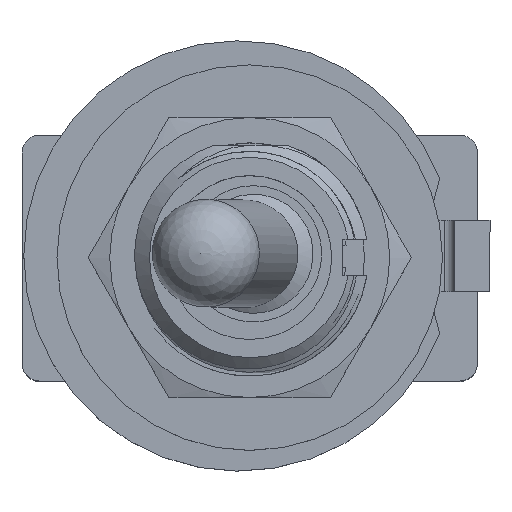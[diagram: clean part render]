
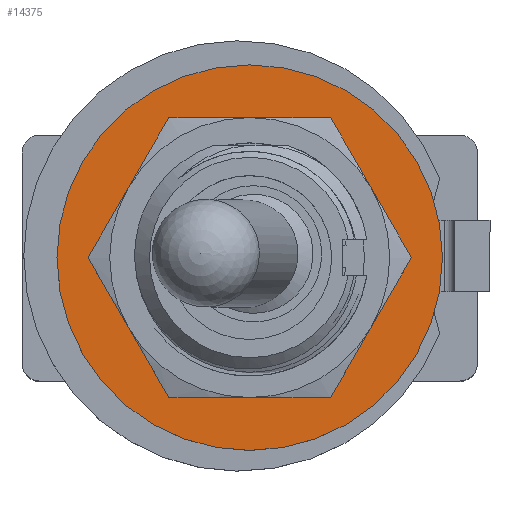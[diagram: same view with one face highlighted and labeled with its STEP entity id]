
A CAD part, top view. The second image highlights one B-rep face of the part: STEP entity #14375.
In plain terms, the highlighted planar face has unit normal (0, 0, 1).
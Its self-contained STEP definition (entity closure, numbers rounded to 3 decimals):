
#1385=FACE_BOUND('',#2730,.T.);
#1525=PLANE('',#15360);
#1902=FACE_OUTER_BOUND('',#2729,.T.);
#2729=EDGE_LOOP('',(#10211,#10212));
#2730=EDGE_LOOP('',(#10213));
#5960=CIRCLE('',#15361,5.375);
#5961=CIRCLE('',#15362,5.375);
#5962=CIRCLE('',#15363,3.2);
#6178=VERTEX_POINT('',#18753);
#6179=VERTEX_POINT('',#18754);
#6180=VERTEX_POINT('',#18757);
#7739=EDGE_CURVE('',#6178,#6179,#5960,.T.);
#7740=EDGE_CURVE('',#6179,#6178,#5961,.T.);
#7741=EDGE_CURVE('',#6180,#6180,#5962,.T.);
#10211=ORIENTED_EDGE('',*,*,#7739,.T.);
#10212=ORIENTED_EDGE('',*,*,#7740,.T.);
#10213=ORIENTED_EDGE('',*,*,#7741,.F.);
#14375=ADVANCED_FACE('',(#1902,#1385),#1525,.T.);
#15360=AXIS2_PLACEMENT_3D('',#18752,#16228,#16229);
#15361=AXIS2_PLACEMENT_3D('',#18755,#16230,#16231);
#15362=AXIS2_PLACEMENT_3D('',#18756,#16232,#16233);
#15363=AXIS2_PLACEMENT_3D('',#18758,#16234,#16235);
#16228=DIRECTION('center_axis',(0.,0.,
1.));
#16229=DIRECTION('ref_axis',(-1.,0.,0.));
#16230=DIRECTION('center_axis',(0.,0.,1.));
#16231=DIRECTION('ref_axis',(0.,-1.,0.));
#16232=DIRECTION('center_axis',(0.,0.,1.));
#16233=DIRECTION('ref_axis',(0.,-1.,0.));
#16234=DIRECTION('center_axis',(0.,0.,
1.));
#16235=DIRECTION('ref_axis',(0.,1.,0.));
#18752=CARTESIAN_POINT('Origin',(18.,-19.5,7.11));
#18753=CARTESIAN_POINT('',(0.,5.375,7.11));
#18754=CARTESIAN_POINT('',(0.,-5.375,7.11));
#18755=CARTESIAN_POINT('Origin',(0.,0.,7.11));
#18756=CARTESIAN_POINT('Origin',(0.,0.,7.11));
#18757=CARTESIAN_POINT('',(0.,-3.2,7.11));
#18758=CARTESIAN_POINT('Origin',(0.,0.,7.11));
